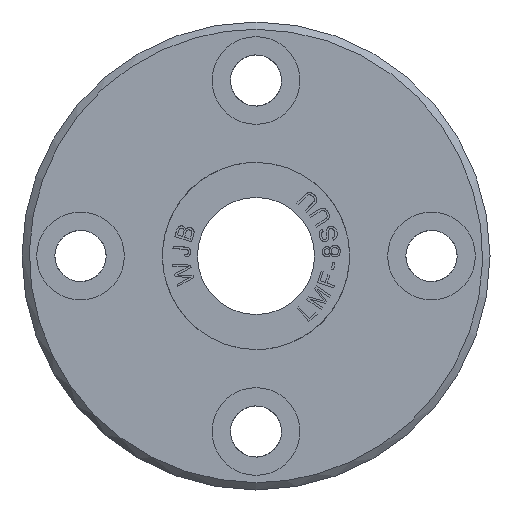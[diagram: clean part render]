
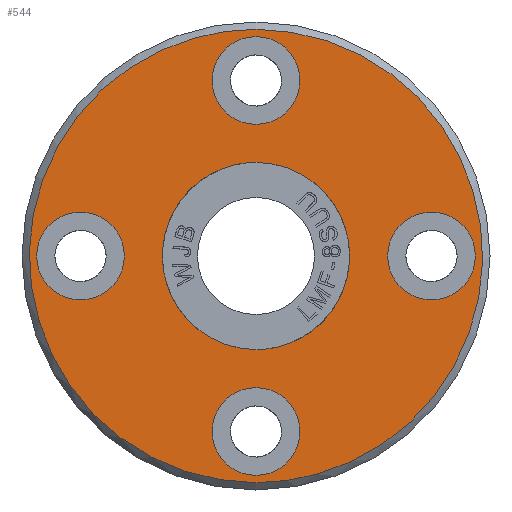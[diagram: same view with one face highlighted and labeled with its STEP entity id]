
A CAD part, left-side view. The second image highlights one B-rep face of the part: STEP entity #544.
In plain terms, the highlighted planar face has unit normal (-1, 0, 0).
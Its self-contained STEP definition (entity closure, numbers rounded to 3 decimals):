
#544=ADVANCED_FACE('',(#1606,#1607,#1608,#1609,#1610,#1611),#867,.T.);
#867=PLANE('',#6100);
#1084=CIRCLE('',#6092,3.);
#1085=CIRCLE('',#6093,3.);
#1086=CIRCLE('',#6094,3.);
#1087=CIRCLE('',#6095,3.);
#1088=CIRCLE('',#6096,3.);
#1089=CIRCLE('',#6097,3.);
#1090=CIRCLE('',#6098,3.);
#1091=CIRCLE('',#6099,3.);
#1205=B_SPLINE_CURVE_WITH_KNOTS('',3,(#9141,#9142,#9143,#9144,#9145,#9146,
#9147,#9148,#9149,#9150),.UNSPECIFIED.,.F.,.F.,(4,2,2,2,4),(0.,0.25,0.5,
0.75,1.),.UNSPECIFIED.);
#1206=B_SPLINE_CURVE_WITH_KNOTS('',3,(#9153,#9154,#9155,#9156,#9157,#9158,
#9159,#9160,#9161,#9162),.UNSPECIFIED.,.F.,.F.,(4,2,2,2,4),(0.,0.25,0.5,
0.75,1.),.UNSPECIFIED.);
#1209=B_SPLINE_CURVE_WITH_KNOTS('',3,(#9203,#9204,#9205,#9206,#9207,#9208,
#9209,#9210,#9211,#9212),.UNSPECIFIED.,.F.,.F.,(4,2,2,2,4),(0.,0.25,0.5,
0.75,1.),.UNSPECIFIED.);
#1210=B_SPLINE_CURVE_WITH_KNOTS('',3,(#9215,#9216,#9217,#9218,#9219,#9220,
#9221,#9222,#9223,#9224),.UNSPECIFIED.,.F.,.F.,(4,2,2,2,4),(0.,0.25,0.5,
0.75,1.),.UNSPECIFIED.);
#1606=FACE_BOUND('',#1717,.T.);
#1607=FACE_BOUND('',#1718,.T.);
#1608=FACE_BOUND('',#1719,.T.);
#1609=FACE_BOUND('',#1720,.T.);
#1610=FACE_BOUND('',#1721,.T.);
#1611=FACE_BOUND('',#1722,.T.);
#1717=EDGE_LOOP('',(#2326,#2327));
#1718=EDGE_LOOP('',(#2328,#2329));
#1719=EDGE_LOOP('',(#2330,#2331));
#1720=EDGE_LOOP('',(#2332,#2333));
#1721=EDGE_LOOP('',(#2334,#2335));
#1722=EDGE_LOOP('',(#2336,#2337));
#2326=ORIENTED_EDGE('',*,*,#4544,.F.);
#2327=ORIENTED_EDGE('',*,*,#4545,.F.);
#2328=ORIENTED_EDGE('',*,*,#4546,.F.);
#2329=ORIENTED_EDGE('',*,*,#4547,.F.);
#2330=ORIENTED_EDGE('',*,*,#4548,.F.);
#2331=ORIENTED_EDGE('',*,*,#4549,.F.);
#2332=ORIENTED_EDGE('',*,*,#4550,.F.);
#2333=ORIENTED_EDGE('',*,*,#4551,.F.);
#2334=ORIENTED_EDGE('',*,*,#4541,.T.);
#2335=ORIENTED_EDGE('',*,*,#4540,.T.);
#2336=ORIENTED_EDGE('',*,*,#4552,.F.);
#2337=ORIENTED_EDGE('',*,*,#4553,.F.);
#3969=VERTEX_POINT('',#9151);
#3970=VERTEX_POINT('',#9152);
#3973=VERTEX_POINT('',#9188);
#3974=VERTEX_POINT('',#9189);
#3975=VERTEX_POINT('',#9192);
#3976=VERTEX_POINT('',#9193);
#3977=VERTEX_POINT('',#9196);
#3978=VERTEX_POINT('',#9197);
#3979=VERTEX_POINT('',#9200);
#3980=VERTEX_POINT('',#9201);
#3981=VERTEX_POINT('',#9213);
#3982=VERTEX_POINT('',#9214);
#4540=EDGE_CURVE('',#3969,#3970,#1205,.T.);
#4541=EDGE_CURVE('',#3970,#3969,#1206,.T.);
#4544=EDGE_CURVE('',#3973,#3974,#1084,.T.);
#4545=EDGE_CURVE('',#3974,#3973,#1085,.T.);
#4546=EDGE_CURVE('',#3975,#3976,#1086,.T.);
#4547=EDGE_CURVE('',#3976,#3975,#1087,.T.);
#4548=EDGE_CURVE('',#3977,#3978,#1088,.T.);
#4549=EDGE_CURVE('',#3978,#3977,#1089,.T.);
#4550=EDGE_CURVE('',#3979,#3980,#1090,.T.);
#4551=EDGE_CURVE('',#3980,#3979,#1091,.T.);
#4552=EDGE_CURVE('',#3981,#3982,#1209,.T.);
#4553=EDGE_CURVE('',#3982,#3981,#1210,.T.);
#6092=AXIS2_PLACEMENT_3D('',#9187,#6563,#6564);
#6093=AXIS2_PLACEMENT_3D('',#9190,#6565,#6566);
#6094=AXIS2_PLACEMENT_3D('',#9191,#6567,#6568);
#6095=AXIS2_PLACEMENT_3D('',#9194,#6569,#6570);
#6096=AXIS2_PLACEMENT_3D('',#9195,#6571,#6572);
#6097=AXIS2_PLACEMENT_3D('',#9198,#6573,#6574);
#6098=AXIS2_PLACEMENT_3D('',#9199,#6575,#6576);
#6099=AXIS2_PLACEMENT_3D('',#9202,#6577,#6578);
#6100=AXIS2_PLACEMENT_3D('',#9225,#6579,#6580);
#6563=DIRECTION('',(-1.,0.,0.));
#6564=DIRECTION('',(0.,0.,1.));
#6565=DIRECTION('',(-1.,0.,0.));
#6566=DIRECTION('',(0.,0.,1.));
#6567=DIRECTION('',(-1.,0.,0.));
#6568=DIRECTION('',(0.,0.,1.));
#6569=DIRECTION('',(-1.,0.,0.));
#6570=DIRECTION('',(0.,0.,1.));
#6571=DIRECTION('',(-1.,0.,0.));
#6572=DIRECTION('',(0.,0.,1.));
#6573=DIRECTION('',(-1.,0.,0.));
#6574=DIRECTION('',(0.,0.,1.));
#6575=DIRECTION('',(-1.,0.,0.));
#6576=DIRECTION('',(0.,0.,1.));
#6577=DIRECTION('',(-1.,0.,0.));
#6578=DIRECTION('',(0.,0.,1.));
#6579=DIRECTION('',(-1.,0.,0.));
#6580=DIRECTION('',(0.,0.,1.));
#9141=CARTESIAN_POINT('',(0.,0.,6.4));
#9142=CARTESIAN_POINT('',(0.,-1.682,6.4));
#9143=CARTESIAN_POINT('',(0.,-3.338,5.713));
#9144=CARTESIAN_POINT('',(0.,-5.713,3.338));
#9145=CARTESIAN_POINT('',(0.,-6.4,1.679));
#9146=CARTESIAN_POINT('',(0.,-6.4,-1.679));
#9147=CARTESIAN_POINT('',(0.,-5.713,-3.338));
#9148=CARTESIAN_POINT('',(0.,-3.338,-5.713));
#9149=CARTESIAN_POINT('',(0.,-1.683,-6.4));
#9150=CARTESIAN_POINT('',(0.,0.,-6.4));
#9151=CARTESIAN_POINT('',(0.,0.,6.4));
#9152=CARTESIAN_POINT('',(0.,0.,-6.4));
#9153=CARTESIAN_POINT('',(0.,0.,-6.4));
#9154=CARTESIAN_POINT('',(0.,1.682,-6.4));
#9155=CARTESIAN_POINT('',(0.,3.338,-5.713));
#9156=CARTESIAN_POINT('',(0.,5.713,-3.338));
#9157=CARTESIAN_POINT('',(0.,6.4,-1.679));
#9158=CARTESIAN_POINT('',(0.,6.4,1.679));
#9159=CARTESIAN_POINT('',(0.,5.713,3.338));
#9160=CARTESIAN_POINT('',(0.,3.338,5.713));
#9161=CARTESIAN_POINT('',(0.,1.683,6.4));
#9162=CARTESIAN_POINT('',(0.,0.,6.4));
#9187=CARTESIAN_POINT('',(0.,0.,-12.));
#9188=CARTESIAN_POINT('',(0.,-3.,-12.));
#9189=CARTESIAN_POINT('',(0.,3.,-12.));
#9190=CARTESIAN_POINT('',(0.,0.,-12.));
#9191=CARTESIAN_POINT('',(0.,0.,12.));
#9192=CARTESIAN_POINT('',(0.,-3.,12.));
#9193=CARTESIAN_POINT('',(0.,3.,12.));
#9194=CARTESIAN_POINT('',(0.,0.,12.));
#9195=CARTESIAN_POINT('',(0.,-12.,0.));
#9196=CARTESIAN_POINT('',(0.,-15.,0.));
#9197=CARTESIAN_POINT('',(0.,-9.,0.));
#9198=CARTESIAN_POINT('',(0.,-12.,0.));
#9199=CARTESIAN_POINT('',(0.,12.,0.));
#9200=CARTESIAN_POINT('',(0.,9.,0.));
#9201=CARTESIAN_POINT('',(0.,15.,0.));
#9202=CARTESIAN_POINT('',(0.,12.,0.));
#9203=CARTESIAN_POINT('',(0.,0.,15.5));
#9204=CARTESIAN_POINT('',(0.,-4.058,15.5));
#9205=CARTESIAN_POINT('',(0.,-8.091,13.83));
#9206=CARTESIAN_POINT('',(0.,-13.83,8.091));
#9207=CARTESIAN_POINT('',(0.,-15.5,4.058));
#9208=CARTESIAN_POINT('',(0.,-15.5,-4.058));
#9209=CARTESIAN_POINT('',(0.,-13.83,-8.091));
#9210=CARTESIAN_POINT('',(0.,-8.091,-13.83));
#9211=CARTESIAN_POINT('',(0.,-4.058,-15.5));
#9212=CARTESIAN_POINT('',(0.,0.,-15.5));
#9213=CARTESIAN_POINT('',(0.,0.,15.5));
#9214=CARTESIAN_POINT('',(0.,0.,
-15.5));
#9215=CARTESIAN_POINT('',(0.,0.,
-15.5));
#9216=CARTESIAN_POINT('',(0.,4.058,-15.5));
#9217=CARTESIAN_POINT('',(0.,8.091,-13.83));
#9218=CARTESIAN_POINT('',(0.,13.83,-8.091));
#9219=CARTESIAN_POINT('',(0.,15.5,-4.058));
#9220=CARTESIAN_POINT('',(0.,15.5,4.058));
#9221=CARTESIAN_POINT('',(0.,13.83,8.091));
#9222=CARTESIAN_POINT('',(0.,8.091,13.83));
#9223=CARTESIAN_POINT('',(0.,4.058,15.5));
#9224=CARTESIAN_POINT('',(0.,0.,15.5));
#9225=CARTESIAN_POINT('',(0.,-15.81,-15.5));
